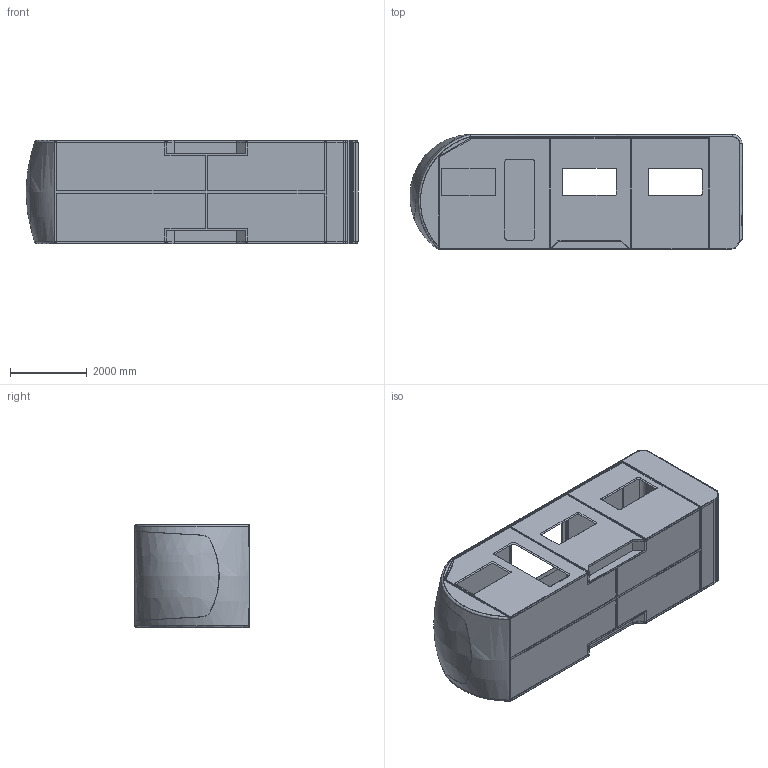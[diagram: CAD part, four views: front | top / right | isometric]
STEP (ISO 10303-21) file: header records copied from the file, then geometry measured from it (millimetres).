
FILE_DESCRIPTION(('FreeCAD Model'),'2;1');
FILE_NAME('Open CASCADE Shape Model','2025-05-04T17:31:11',('FreeCAD'),( 'FreeCAD'),'Open CASCADE STEP processor 7.6','FreeCAD','Unknown');
FILE_SCHEMA(('AUTOMOTIVE_DESIGN { 1 0 10303 214 1 1 1 1 }'));
Products named in the file (1): Open CASCADE STEP translator 7.6 1
Bounding box: 8665.91 x 2999.54 x 2693.2 mm (x, y, z)
Volume: 352776963.6 mm3; surface area: 343084708.8 mm2
Topology: 5 solids, 39 shells, 722 faces, 1912 edges, 1263 vertices
Faces by surface type: bspline 722
Entity records: 48223 total; most frequent: CARTESIAN_POINT 36489, ORIENTED_EDGE 3812, EDGE_CURVE 1908, B_SPLINE_CURVE_WITH_KNOTS 1864, VERTEX_POINT 1263, FACE_BOUND 784, EDGE_LOOP 784, ADVANCED_FACE 722
